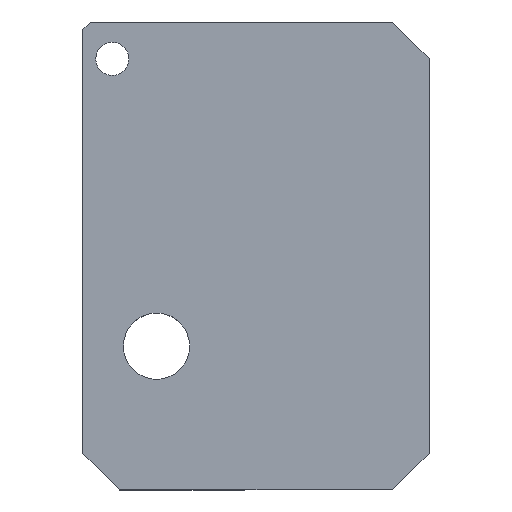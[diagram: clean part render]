
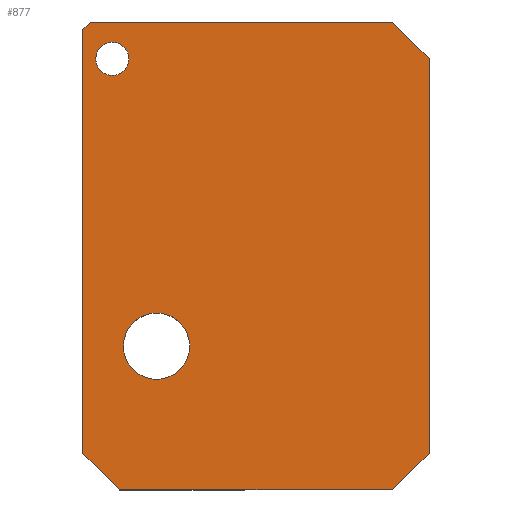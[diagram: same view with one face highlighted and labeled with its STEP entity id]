
A CAD part, top view. The second image highlights one B-rep face of the part: STEP entity #877.
In plain terms, the highlighted planar face has unit normal (0, 0, 1).
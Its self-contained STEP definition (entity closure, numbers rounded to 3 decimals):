
#8 = LINE ( 'NONE', #20, #649 ) ;
#20 = CARTESIAN_POINT ( 'NONE',  ( 27.25, -27.25, 0. ) ) ;
#41 = EDGE_LOOP ( 'NONE', ( #1183, #728 ) ) ;
#59 = VERTEX_POINT ( 'NONE', #530 ) ;
#63 = CARTESIAN_POINT ( 'NONE',  ( 5., -12.5, 0. ) ) ;
#67 = CARTESIAN_POINT ( 'NONE',  ( 1., 51., 0. ) ) ;
#74 = CARTESIAN_POINT ( 'NONE',  ( 0., 0., 0. ) ) ;
#82 = LINE ( 'NONE', #662, #1090 ) ;
#123 = LINE ( 'NONE', #232, #520 ) ;
#129 = CARTESIAN_POINT ( 'NONE',  ( 10., 7., 0. ) ) ;
#141 = EDGE_CURVE ( 'NONE', #1111, #785, #1097, .T. ) ;
#148 = CARTESIAN_POINT ( 'NONE',  ( 1.75, 46., 0. ) ) ;
#154 = DIRECTION ( 'NONE',  ( 0., 0., 1. ) ) ;
#168 = FACE_BOUND ( 'NONE', #296, .T. ) ;
#182 = VERTEX_POINT ( 'NONE', #1025 ) ;
#183 = EDGE_CURVE ( 'NONE', #1045, #1164, #1221, .T. ) ;
#186 = CARTESIAN_POINT ( 'NONE',  ( -3.75, -3.75, 0. ) ) ;
#198 = ORIENTED_EDGE ( 'NONE', *, *, #575, .F. ) ;
#204 = EDGE_CURVE ( 'NONE', #1179, #1047, #82, .T. ) ;
#217 = ORIENTED_EDGE ( 'NONE', *, *, #1138, .F. ) ;
#223 = VERTEX_POINT ( 'NONE', #941 ) ;
#228 = CIRCLE ( 'NONE', #485, 2.25 ) ;
#232 = CARTESIAN_POINT ( 'NONE',  ( 46.5, 46.5, 0. ) ) ;
#249 = CIRCLE ( 'NONE', #286, 4.5 ) ;
#250 = ORIENTED_EDGE ( 'NONE', *, *, #141, .T. ) ;
#286 = AXIS2_PLACEMENT_3D ( 'NONE', #129, #702, #517 ) ;
#296 = EDGE_LOOP ( 'NONE', ( #878, #217 ) ) ;
#299 = EDGE_LOOP ( 'NONE', ( #903, #584, #1139, #892, #617, #852, #250, #198 ) ) ;
#303 = CARTESIAN_POINT ( 'NONE',  ( 0., -12.5, 0. ) ) ;
#305 = AXIS2_PLACEMENT_3D ( 'NONE', #74, #358, #1124 ) ;
#308 = DIRECTION ( 'NONE',  ( 0., 0., 1. ) ) ;
#310 = EDGE_CURVE ( 'NONE', #223, #410, #494, .T. ) ;
#332 = DIRECTION ( 'NONE',  ( 0., 0., 1. ) ) ;
#334 = CARTESIAN_POINT ( 'NONE',  ( 0., 51., 0. ) ) ;
#345 = VECTOR ( 'NONE', #489, 1000. ) ;
#358 = DIRECTION ( 'NONE',  ( 0., 0., 1. ) ) ;
#384 = CARTESIAN_POINT ( 'NONE',  ( -25., 25., 0. ) ) ;
#408 = CIRCLE ( 'NONE', #563, 2.25 ) ;
#410 = VERTEX_POINT ( 'NONE', #1082 ) ;
#424 = CARTESIAN_POINT ( 'NONE',  ( 4., 46., 0. ) ) ;
#447 = VECTOR ( 'NONE', #851, 1000. ) ;
#467 = VECTOR ( 'NONE', #1009, 1000. ) ;
#485 = AXIS2_PLACEMENT_3D ( 'NONE', #1178, #308, #616 ) ;
#489 = DIRECTION ( 'NONE',  ( 0.707, 0.707, 0. ) ) ;
#494 = LINE ( 'NONE', #303, #1153 ) ;
#515 = CARTESIAN_POINT ( 'NONE',  ( 47., 46., 0. ) ) ;
#517 = DIRECTION ( 'NONE',  ( 1., 0., 0. ) ) ;
#520 = VECTOR ( 'NONE', #597, 1000. ) ;
#527 = PLANE ( 'NONE',  #305 ) ;
#530 = CARTESIAN_POINT ( 'NONE',  ( 6.25, 46., 0. ) ) ;
#547 = FACE_BOUND ( 'NONE', #41, .T. ) ;
#563 = AXIS2_PLACEMENT_3D ( 'NONE', #424, #332, #717 ) ;
#575 = EDGE_CURVE ( 'NONE', #223, #785, #1055, .T. ) ;
#577 = DIRECTION ( 'NONE',  ( -0.707, 0.707, 0. ) ) ;
#584 = ORIENTED_EDGE ( 'NONE', *, *, #984, .F. ) ;
#594 = VERTEX_POINT ( 'NONE', #976 ) ;
#597 = DIRECTION ( 'NONE',  ( 0.707, -0.707, 0. ) ) ;
#616 = DIRECTION ( 'NONE',  ( 1., 0., 0. ) ) ;
#617 = ORIENTED_EDGE ( 'NONE', *, *, #183, .T. ) ;
#649 = VECTOR ( 'NONE', #755, 1000. ) ;
#659 = CARTESIAN_POINT ( 'NONE',  ( 42., -12.5, 0. ) ) ;
#662 = CARTESIAN_POINT ( 'NONE',  ( 0., -12.5, 0. ) ) ;
#671 = LINE ( 'NONE', #186, #874 ) ;
#674 = CIRCLE ( 'NONE', #753, 4.5 ) ;
#702 = DIRECTION ( 'NONE',  ( 0., 0., 1. ) ) ;
#705 = EDGE_CURVE ( 'NONE', #182, #594, #249, .T. ) ;
#717 = DIRECTION ( 'NONE',  ( 1., 0., 0. ) ) ;
#721 = EDGE_CURVE ( 'NONE', #1111, #1164, #123, .T. ) ;
#728 = ORIENTED_EDGE ( 'NONE', *, *, #1207, .F. ) ;
#744 = EDGE_CURVE ( 'NONE', #59, #868, #408, .T. ) ;
#746 = DIRECTION ( 'NONE',  ( 1., 0., 0. ) ) ;
#753 = AXIS2_PLACEMENT_3D ( 'NONE', #1034, #154, #746 ) ;
#755 = DIRECTION ( 'NONE',  ( -0.707, -0.707, 0. ) ) ;
#785 = VERTEX_POINT ( 'NONE', #67 ) ;
#789 = CARTESIAN_POINT ( 'NONE',  ( 42., 51., 0. ) ) ;
#844 = CARTESIAN_POINT ( 'NONE',  ( 47., 51., 0. ) ) ;
#851 = DIRECTION ( 'NONE',  ( 0., 1., 0. ) ) ;
#852 = ORIENTED_EDGE ( 'NONE', *, *, #721, .F. ) ;
#868 = VERTEX_POINT ( 'NONE', #148 ) ;
#874 = VECTOR ( 'NONE', #577, 1000. ) ;
#877 = ADVANCED_FACE ( 'NONE', ( #168, #547, #1203 ), #527, .T. ) ;
#878 = ORIENTED_EDGE ( 'NONE', *, *, #744, .F. ) ;
#887 = DIRECTION ( 'NONE',  ( 0., -1., 0. ) ) ;
#892 = ORIENTED_EDGE ( 'NONE', *, *, #1024, .F. ) ;
#903 = ORIENTED_EDGE ( 'NONE', *, *, #310, .T. ) ;
#941 = CARTESIAN_POINT ( 'NONE',  ( 0., 50., 0. ) ) ;
#976 = CARTESIAN_POINT ( 'NONE',  ( 5.5, 7., 0. ) ) ;
#984 = EDGE_CURVE ( 'NONE', #1179, #410, #671, .T. ) ;
#1009 = DIRECTION ( 'NONE',  ( -1., 0., 0. ) ) ;
#1024 = EDGE_CURVE ( 'NONE', #1045, #1047, #8, .T. ) ;
#1025 = CARTESIAN_POINT ( 'NONE',  ( 14.5, 7., 0. ) ) ;
#1034 = CARTESIAN_POINT ( 'NONE',  ( 10., 7., 0. ) ) ;
#1039 = DIRECTION ( 'NONE',  ( 1., 0., 0. ) ) ;
#1045 = VERTEX_POINT ( 'NONE', #1231 ) ;
#1047 = VERTEX_POINT ( 'NONE', #659 ) ;
#1055 = LINE ( 'NONE', #384, #345 ) ;
#1082 = CARTESIAN_POINT ( 'NONE',  ( 0., -7.5, 0. ) ) ;
#1090 = VECTOR ( 'NONE', #1039, 1000. ) ;
#1097 = LINE ( 'NONE', #334, #467 ) ;
#1111 = VERTEX_POINT ( 'NONE', #789 ) ;
#1124 = DIRECTION ( 'NONE',  ( -1., 0., 0. ) ) ;
#1138 = EDGE_CURVE ( 'NONE', #868, #59, #228, .T. ) ;
#1139 = ORIENTED_EDGE ( 'NONE', *, *, #204, .T. ) ;
#1153 = VECTOR ( 'NONE', #887, 1000. ) ;
#1164 = VERTEX_POINT ( 'NONE', #515 ) ;
#1178 = CARTESIAN_POINT ( 'NONE',  ( 4., 46., 0. ) ) ;
#1179 = VERTEX_POINT ( 'NONE', #63 ) ;
#1183 = ORIENTED_EDGE ( 'NONE', *, *, #705, .F. ) ;
#1203 = FACE_OUTER_BOUND ( 'NONE', #299, .T. ) ;
#1207 = EDGE_CURVE ( 'NONE', #594, #182, #674, .T. ) ;
#1221 = LINE ( 'NONE', #844, #447 ) ;
#1231 = CARTESIAN_POINT ( 'NONE',  ( 47., -7.5, 0. ) ) ;
